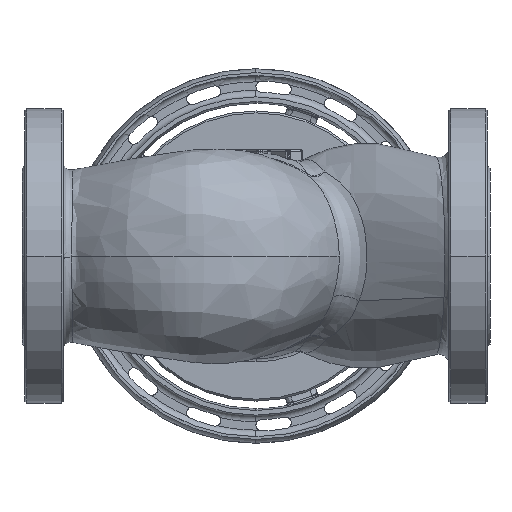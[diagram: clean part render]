
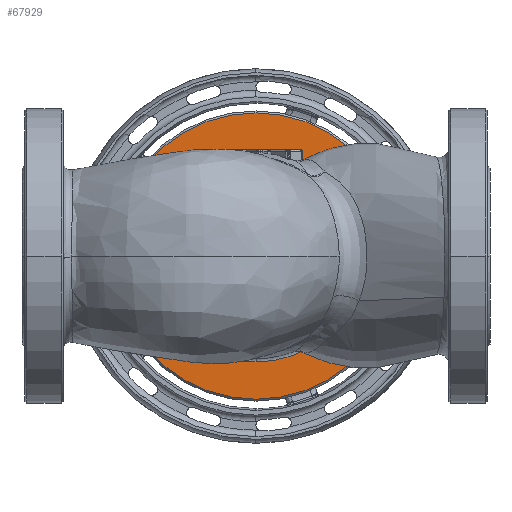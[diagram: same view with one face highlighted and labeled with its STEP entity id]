
A CAD part, front view. The second image highlights one B-rep face of the part: STEP entity #67929.
In plain terms, the highlighted planar face has unit normal (0, -1, 0).
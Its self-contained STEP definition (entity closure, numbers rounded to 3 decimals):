
#201 = ORIENTED_EDGE ( 'NONE', *, *, #47062, .T. ) ;
#583 = DIRECTION ( 'NONE',  ( 0., 0., 1. ) ) ;
#1324 = DIRECTION ( 'NONE',  ( 0., 0., 1. ) ) ;
#1623 = DIRECTION ( 'NONE',  ( 0., 0., 1. ) ) ;
#2563 = EDGE_LOOP ( 'NONE', ( #6188, #61065 ) ) ;
#3322 = VERTEX_POINT ( 'NONE', #33576 ) ;
#3352 = CARTESIAN_POINT ( 'NONE',  ( 0., 180., 0. ) ) ;
#6188 = ORIENTED_EDGE ( 'NONE', *, *, #43633, .F. ) ;
#6828 = PLANE ( 'NONE',  #64478 ) ;
#7667 = EDGE_LOOP ( 'NONE', ( #67847, #201 ) ) ;
#9114 = DIRECTION ( 'NONE',  ( 0., 0., -1. ) ) ;
#9312 = CIRCLE ( 'NONE', #31630, 113.201 ) ;
#9938 = DIRECTION ( 'NONE',  ( 0., -1., 0. ) ) ;
#15080 = VERTEX_POINT ( 'NONE', #46936 ) ;
#17245 = CIRCLE ( 'NONE', #37706, 153. ) ;
#17994 = CIRCLE ( 'NONE', #32601, 153. ) ;
#21198 = VERTEX_POINT ( 'NONE', #22949 ) ;
#22949 = CARTESIAN_POINT ( 'NONE',  ( 0., 180., -113.201 ) ) ;
#31630 = AXIS2_PLACEMENT_3D ( 'NONE', #3352, #43686, #9114 ) ;
#32601 = AXIS2_PLACEMENT_3D ( 'NONE', #70726, #36141, #1623 ) ;
#33576 = CARTESIAN_POINT ( 'NONE',  ( 0., 180., -153. ) ) ;
#35071 = DIRECTION ( 'NONE',  ( 0., -1., 0. ) ) ;
#35077 = EDGE_CURVE ( 'NONE', #66466, #3322, #17994, .T. ) ;
#35826 = DIRECTION ( 'NONE',  ( 0., 1., 0. ) ) ;
#36141 = DIRECTION ( 'NONE',  ( 0., -1., 0. ) ) ;
#37706 = AXIS2_PLACEMENT_3D ( 'NONE', #69665, #35071, #583 ) ;
#38890 = CIRCLE ( 'NONE', #62664, 113.201 ) ;
#40580 = FACE_OUTER_BOUND ( 'NONE', #7667, .T. ) ;
#41583 = EDGE_CURVE ( 'NONE', #15080, #21198, #9312, .T. ) ;
#43633 = EDGE_CURVE ( 'NONE', #21198, #15080, #38890, .T. ) ;
#43686 = DIRECTION ( 'NONE',  ( 0., -1., 0. ) ) ;
#44509 = CARTESIAN_POINT ( 'NONE',  ( 0., 180., 0. ) ) ;
#46936 = CARTESIAN_POINT ( 'NONE',  ( 0., 180., 113.201 ) ) ;
#47062 = EDGE_CURVE ( 'NONE', #3322, #66466, #17245, .T. ) ;
#50282 = DIRECTION ( 'NONE',  ( 0., 0., -1. ) ) ;
#61065 = ORIENTED_EDGE ( 'NONE', *, *, #41583, .F. ) ;
#61301 = CARTESIAN_POINT ( 'NONE',  ( 0., 180., 153. ) ) ;
#62664 = AXIS2_PLACEMENT_3D ( 'NONE', #44509, #9938, #50282 ) ;
#64478 = AXIS2_PLACEMENT_3D ( 'NONE', #70412, #35826, #1324 ) ;
#66466 = VERTEX_POINT ( 'NONE', #61301 ) ;
#67847 = ORIENTED_EDGE ( 'NONE', *, *, #35077, .T. ) ;
#67929 = ADVANCED_FACE ( 'NONE', ( #40580, #69458 ), #6828, .F. ) ;
#69458 = FACE_BOUND ( 'NONE', #2563, .T. ) ;
#69665 = CARTESIAN_POINT ( 'NONE',  ( 0., 180., 0. ) ) ;
#70412 = CARTESIAN_POINT ( 'NONE',  ( -113.201, 180., 0. ) ) ;
#70726 = CARTESIAN_POINT ( 'NONE',  ( 0., 180., 0. ) ) ;
